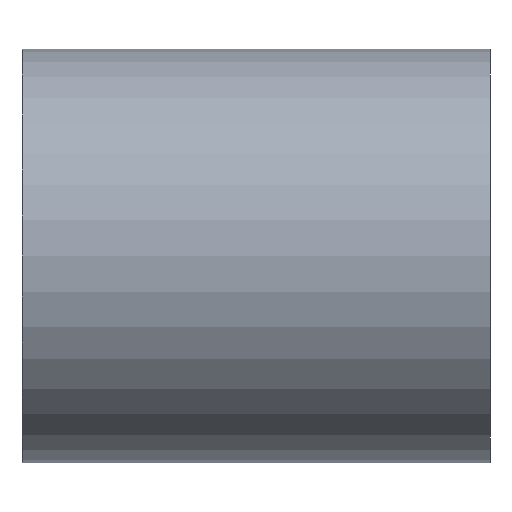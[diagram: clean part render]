
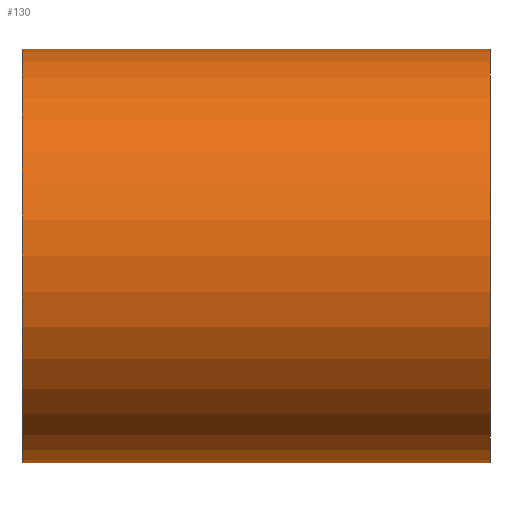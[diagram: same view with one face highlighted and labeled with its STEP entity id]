
A CAD part, front view. The second image highlights one B-rep face of the part: STEP entity #130.
In plain terms, the highlighted cylindrical face has radius 34 mm (diameter 68 mm), a full revolution.
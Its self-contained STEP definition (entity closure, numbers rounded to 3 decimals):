
#16=LINE('',#223,#21);
#21=VECTOR('',#183,34.);
#26=CYLINDRICAL_SURFACE('',#155,34.);
#39=FACE_OUTER_BOUND('',#48,.T.);
#48=EDGE_LOOP('',(#101,#102,#103,#104));
#60=CIRCLE('',#151,34.);
#63=CIRCLE('',#156,34.);
#70=VERTEX_POINT('',#213);
#73=VERTEX_POINT('',#222);
#80=EDGE_CURVE('',#70,#70,#60,.T.);
#84=EDGE_CURVE('',#70,#73,#16,.T.);
#85=EDGE_CURVE('',#73,#73,#63,.T.);
#101=ORIENTED_EDGE('',*,*,#80,.F.);
#102=ORIENTED_EDGE('',*,*,#84,.T.);
#103=ORIENTED_EDGE('',*,*,#85,.F.);
#104=ORIENTED_EDGE('',*,*,#84,.F.);
#130=ADVANCED_FACE('',(#39),#26,.T.);
#151=AXIS2_PLACEMENT_3D('',#214,#172,#173);
#155=AXIS2_PLACEMENT_3D('',#221,#181,#182);
#156=AXIS2_PLACEMENT_3D('',#224,#184,#185);
#172=DIRECTION('center_axis',(-1.,0.,0.));
#173=DIRECTION('ref_axis',(0.,0.,-1.));
#181=DIRECTION('center_axis',(-1.,0.,0.));
#182=DIRECTION('ref_axis',(0.,0.,-1.));
#183=DIRECTION('',(1.,0.,0.));
#184=DIRECTION('center_axis',(1.,0.,0.));
#185=DIRECTION('ref_axis',(0.,0.,-1.));
#213=CARTESIAN_POINT('',(-75.003,-0.02,33.985));
#214=CARTESIAN_POINT('Origin',(-75.003,-0.02,-0.015));
#221=CARTESIAN_POINT('Origin',(1.997,-0.02,-0.015));
#222=CARTESIAN_POINT('',(1.997,-0.02,33.985));
#223=CARTESIAN_POINT('',(1.997,-0.02,33.985));
#224=CARTESIAN_POINT('Origin',(1.997,-0.02,-0.015));
